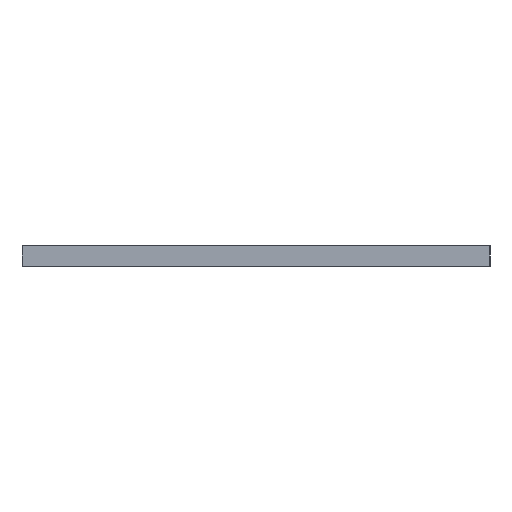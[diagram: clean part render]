
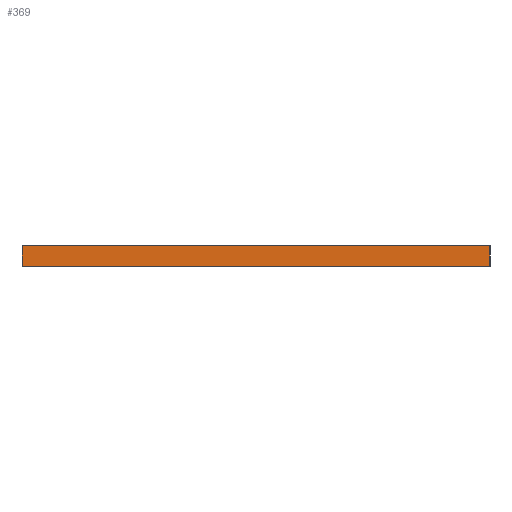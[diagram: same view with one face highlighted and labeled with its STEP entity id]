
A CAD part, left-side view. The second image highlights one B-rep face of the part: STEP entity #369.
In plain terms, the highlighted planar face has unit normal (-1, 0, 0).
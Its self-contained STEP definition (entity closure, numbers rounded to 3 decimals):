
#24 = VERTEX_POINT('',#25);
#25 = CARTESIAN_POINT('',(-134.246,31.52,0.));
#72 = VERTEX_POINT('',#73);
#73 = CARTESIAN_POINT('',(-134.246,100.,0.));
#79 = EDGE_CURVE('',#24,#72,#80,.T.);
#80 = LINE('',#81,#82);
#81 = CARTESIAN_POINT('',(-134.246,31.52,0.));
#82 = VECTOR('',#83,1.);
#83 = DIRECTION('',(0.,1.,0.));
#352 = VERTEX_POINT('',#353);
#353 = CARTESIAN_POINT('',(-134.246,31.52,3.));
#359 = EDGE_CURVE('',#24,#352,#360,.T.);
#360 = LINE('',#361,#362);
#361 = CARTESIAN_POINT('',(-134.246,31.52,0.));
#362 = VECTOR('',#363,1.);
#363 = DIRECTION('',(0.,0.,1.));
#369 = ADVANCED_FACE('',(#370),#388,.T.);
#370 = FACE_BOUND('',#371,.T.);
#371 = EDGE_LOOP('',(#372,#373,#374,#382));
#372 = ORIENTED_EDGE('',*,*,#79,.F.);
#373 = ORIENTED_EDGE('',*,*,#359,.T.);
#374 = ORIENTED_EDGE('',*,*,#375,.F.);
#375 = EDGE_CURVE('',#376,#352,#378,.T.);
#376 = VERTEX_POINT('',#377);
#377 = CARTESIAN_POINT('',(-134.246,100.,3.));
#378 = LINE('',#379,#380);
#379 = CARTESIAN_POINT('',(-134.246,15.76,3.));
#380 = VECTOR('',#381,1.);
#381 = DIRECTION('',(0.,-1.,0.));
#382 = ORIENTED_EDGE('',*,*,#383,.F.);
#383 = EDGE_CURVE('',#72,#376,#384,.T.);
#384 = LINE('',#385,#386);
#385 = CARTESIAN_POINT('',(-134.246,100.,0.));
#386 = VECTOR('',#387,1.);
#387 = DIRECTION('',(0.,0.,1.));
#388 = PLANE('',#389);
#389 = AXIS2_PLACEMENT_3D('',#390,#391,#392);
#390 = CARTESIAN_POINT('',(-134.246,31.52,0.));
#391 = DIRECTION('',(-1.,0.,0.));
#392 = DIRECTION('',(0.,1.,0.));
